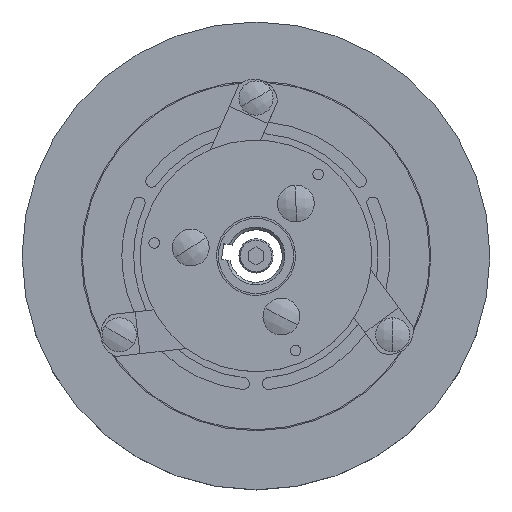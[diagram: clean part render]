
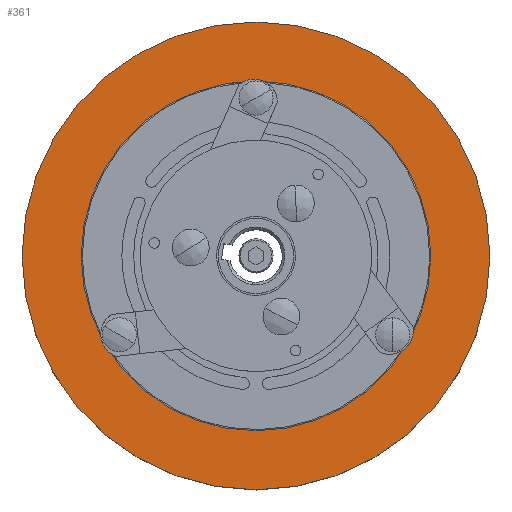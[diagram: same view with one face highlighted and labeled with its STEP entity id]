
A CAD part, top view. The second image highlights one B-rep face of the part: STEP entity #361.
In plain terms, the highlighted planar face has unit normal (0, 0, 1).
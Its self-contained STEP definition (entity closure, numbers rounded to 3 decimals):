
#361 = ADVANCED_FACE ( 'NONE', ( #8897, #1311 ), #14954, .T. ) ;
#783 = CARTESIAN_POINT ( 'NONE',  ( 0., 0., 0. ) ) ;
#831 = DIRECTION ( 'NONE',  ( 1., 0., 0. ) ) ;
#1215 = CARTESIAN_POINT ( 'NONE',  ( 0., 0., 0. ) ) ;
#1311 = FACE_BOUND ( 'NONE', #4311, .T. ) ;
#1783 = EDGE_CURVE ( 'NONE', #12698, #4490, #12169, .T. ) ;
#2114 = EDGE_CURVE ( 'NONE', #5987, #13717, #8070, .T. ) ;
#2329 = AXIS2_PLACEMENT_3D ( 'NONE', #9993, #2930, #11183 ) ;
#2391 = DIRECTION ( 'NONE',  ( 1., 0., 0. ) ) ;
#2930 = DIRECTION ( 'NONE',  ( 0., 0., -1. ) ) ;
#2943 = DIRECTION ( 'NONE',  ( 0., 0., -1. ) ) ;
#3457 = CARTESIAN_POINT ( 'NONE',  ( -66.436, 0., 0. ) ) ;
#4311 = EDGE_LOOP ( 'NONE', ( #9958, #10387 ) ) ;
#4490 = VERTEX_POINT ( 'NONE', #3457 ) ;
#4907 = CARTESIAN_POINT ( 'NONE',  ( 0., 0., 0. ) ) ;
#5447 = AXIS2_PLACEMENT_3D ( 'NONE', #783, #7900, #831 ) ;
#5987 = VERTEX_POINT ( 'NONE', #12298 ) ;
#6020 = EDGE_CURVE ( 'NONE', #4490, #12698, #8969, .T. ) ;
#6106 = DIRECTION ( 'NONE',  ( -1., 0., 0. ) ) ;
#7555 = EDGE_CURVE ( 'NONE', #13717, #5987, #13374, .T. ) ;
#7900 = DIRECTION ( 'NONE',  ( 0., 0., 1. ) ) ;
#8070 = CIRCLE ( 'NONE', #9213, 88.9 ) ;
#8897 = FACE_OUTER_BOUND ( 'NONE', #13186, .T. ) ;
#8969 = CIRCLE ( 'NONE', #11340, 66.436 ) ;
#9213 = AXIS2_PLACEMENT_3D ( 'NONE', #4907, #13164, #6106 ) ;
#9253 = CARTESIAN_POINT ( 'NONE',  ( -88.9, 0., 0. ) ) ;
#9481 = DIRECTION ( 'NONE',  ( 0., 0., -1. ) ) ;
#9958 = ORIENTED_EDGE ( 'NONE', *, *, #1783, .T. ) ;
#9993 = CARTESIAN_POINT ( 'NONE',  ( 0., 0., 0. ) ) ;
#10019 = CARTESIAN_POINT ( 'NONE',  ( 0., 0., 0. ) ) ;
#10387 = ORIENTED_EDGE ( 'NONE', *, *, #6020, .T. ) ;
#10574 = CARTESIAN_POINT ( 'NONE',  ( 66.436, 0., 0. ) ) ;
#10949 = ORIENTED_EDGE ( 'NONE', *, *, #7555, .F. ) ;
#11183 = DIRECTION ( 'NONE',  ( -1., 0., 0. ) ) ;
#11203 = DIRECTION ( 'NONE',  ( 1., 0., 0. ) ) ;
#11340 = AXIS2_PLACEMENT_3D ( 'NONE', #10019, #2943, #11203 ) ;
#12169 = CIRCLE ( 'NONE', #13756, 66.436 ) ;
#12298 = CARTESIAN_POINT ( 'NONE',  ( 88.9, 0., 0. ) ) ;
#12698 = VERTEX_POINT ( 'NONE', #10574 ) ;
#13164 = DIRECTION ( 'NONE',  ( 0., 0., -1. ) ) ;
#13186 = EDGE_LOOP ( 'NONE', ( #10949, #14230 ) ) ;
#13374 = CIRCLE ( 'NONE', #2329, 88.9 ) ;
#13717 = VERTEX_POINT ( 'NONE', #9253 ) ;
#13756 = AXIS2_PLACEMENT_3D ( 'NONE', #1215, #9481, #2391 ) ;
#14230 = ORIENTED_EDGE ( 'NONE', *, *, #2114, .F. ) ;
#14954 = PLANE ( 'NONE',  #5447 ) ;
